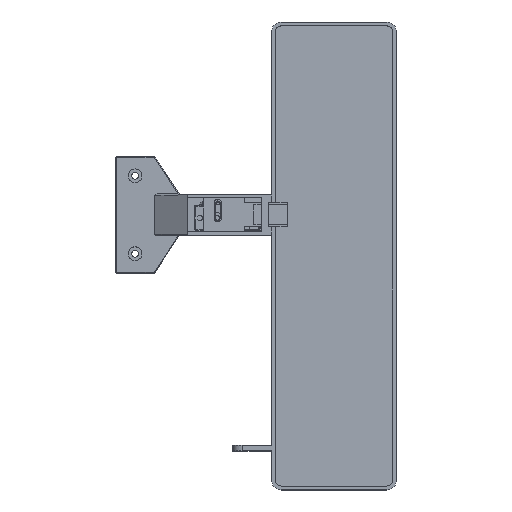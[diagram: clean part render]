
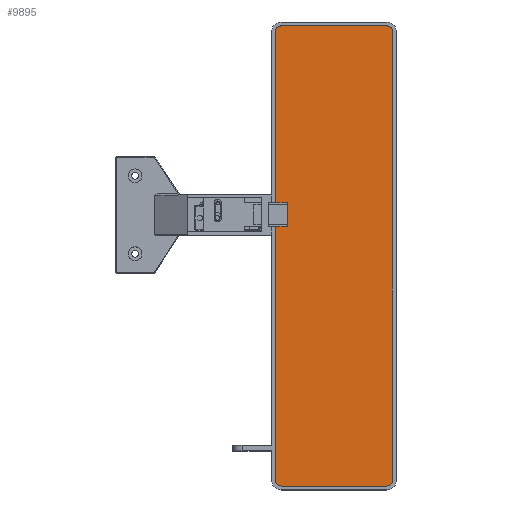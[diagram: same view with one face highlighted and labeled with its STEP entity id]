
A CAD part, top view. The second image highlights one B-rep face of the part: STEP entity #9895.
In plain terms, the highlighted planar face has unit normal (0, 0, 1).
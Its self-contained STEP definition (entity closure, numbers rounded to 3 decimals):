
#5 = ORIENTED_EDGE ( 'NONE', *, *, #32, .T. ) ;
#32 = EDGE_CURVE ( 'NONE', #18508, #11093, #264, .T. ) ;
#264 = LINE ( 'NONE', #1957, #10746 ) ;
#419 = ORIENTED_EDGE ( 'NONE', *, *, #1368, .T. ) ;
#554 = CARTESIAN_POINT ( 'NONE',  ( 2., 235., 2. ) ) ;
#696 = DIRECTION ( 'NONE',  ( -1., 0., 0. ) ) ;
#766 = AXIS2_PLACEMENT_3D ( 'NONE', #3650, #9376, #9038 ) ;
#984 = CIRCLE ( 'NONE', #10948, 3. ) ;
#1133 = LINE ( 'NONE', #13794, #4303 ) ;
#1368 = EDGE_CURVE ( 'NONE', #11093, #10772, #9517, .T. ) ;
#1957 = CARTESIAN_POINT ( 'NONE',  ( 5., 2., 2. ) ) ;
#2278 = VERTEX_POINT ( 'NONE', #12626 ) ;
#2650 = CARTESIAN_POINT ( 'NONE',  ( 59., 2., 2. ) ) ;
#2722 = EDGE_CURVE ( 'NONE', #2278, #17311, #9064, .T. ) ;
#3238 = AXIS2_PLACEMENT_3D ( 'NONE', #9305, #12323, #696 ) ;
#3282 = DIRECTION ( 'NONE',  ( 0., 0., 1. ) ) ;
#3343 = CARTESIAN_POINT ( 'NONE',  ( 5., 238., 2. ) ) ;
#3605 = CARTESIAN_POINT ( 'NONE',  ( 2., 5., 2. ) ) ;
#3650 = CARTESIAN_POINT ( 'NONE',  ( 59., 5., 2. ) ) ;
#3754 = DIRECTION ( 'NONE',  ( -1., 0., 0. ) ) ;
#3951 = ORIENTED_EDGE ( 'NONE', *, *, #9065, .T. ) ;
#4063 = CARTESIAN_POINT ( 'NONE',  ( 5., 2., 2. ) ) ;
#4294 = VERTEX_POINT ( 'NONE', #11184 ) ;
#4303 = VECTOR ( 'NONE', #6809, 1000. ) ;
#4991 = EDGE_LOOP ( 'NONE', ( #13519, #6280, #18405, #5, #419, #9607, #3951, #9132 ) ) ;
#5144 = FACE_OUTER_BOUND ( 'NONE', #4991, .T. ) ;
#5331 = CARTESIAN_POINT ( 'NONE',  ( 150.77, -0.565, 2. ) ) ;
#6280 = ORIENTED_EDGE ( 'NONE', *, *, #2722, .T. ) ;
#6331 = EDGE_CURVE ( 'NONE', #15675, #16901, #1133, .T. ) ;
#6809 = DIRECTION ( 'NONE',  ( -1., 0., 0. ) ) ;
#8227 = VECTOR ( 'NONE', #16856, 1000. ) ;
#8589 = AXIS2_PLACEMENT_3D ( 'NONE', #17583, #18612, #8723 ) ;
#8723 = DIRECTION ( 'NONE',  ( -1., 0., 0. ) ) ;
#9016 = DIRECTION ( 'NONE',  ( -1., 0., 0. ) ) ;
#9038 = DIRECTION ( 'NONE',  ( -1., 0., 0. ) ) ;
#9064 = LINE ( 'NONE', #554, #16265 ) ;
#9065 = EDGE_CURVE ( 'NONE', #4294, #15675, #984, .T. ) ;
#9132 = ORIENTED_EDGE ( 'NONE', *, *, #6331, .T. ) ;
#9195 = CIRCLE ( 'NONE', #8589, 3. ) ;
#9305 = CARTESIAN_POINT ( 'NONE',  ( 5., 5., 2. ) ) ;
#9376 = DIRECTION ( 'NONE',  ( 0., 0., 1. ) ) ;
#9517 = CIRCLE ( 'NONE', #766, 3. ) ;
#9607 = ORIENTED_EDGE ( 'NONE', *, *, #10474, .T. ) ;
#9895 = ADVANCED_FACE ( 'NONE', ( #5144 ), #12229, .F. ) ;
#10369 = DIRECTION ( 'NONE',  ( 1., 0., 0. ) ) ;
#10474 = EDGE_CURVE ( 'NONE', #10772, #4294, #10818, .T. ) ;
#10746 = VECTOR ( 'NONE', #10369, 1000. ) ;
#10772 = VERTEX_POINT ( 'NONE', #12228 ) ;
#10818 = LINE ( 'NONE', #12520, #8227 ) ;
#10948 = AXIS2_PLACEMENT_3D ( 'NONE', #14865, #3282, #9016 ) ;
#11093 = VERTEX_POINT ( 'NONE', #2650 ) ;
#11184 = CARTESIAN_POINT ( 'NONE',  ( 62., 235., 2. ) ) ;
#12228 = CARTESIAN_POINT ( 'NONE',  ( 62., 5., 2. ) ) ;
#12229 = PLANE ( 'NONE',  #13062 ) ;
#12323 = DIRECTION ( 'NONE',  ( 0., 0., 1. ) ) ;
#12520 = CARTESIAN_POINT ( 'NONE',  ( 62., 5., 2. ) ) ;
#12626 = CARTESIAN_POINT ( 'NONE',  ( 2., 235., 2. ) ) ;
#13062 = AXIS2_PLACEMENT_3D ( 'NONE', #5331, #13728, #3754 ) ;
#13519 = ORIENTED_EDGE ( 'NONE', *, *, #14439, .T. ) ;
#13728 = DIRECTION ( 'NONE',  ( 0., 0., -1. ) ) ;
#13794 = CARTESIAN_POINT ( 'NONE',  ( 59., 238., 2. ) ) ;
#14439 = EDGE_CURVE ( 'NONE', #16901, #2278, #9195, .T. ) ;
#14652 = CARTESIAN_POINT ( 'NONE',  ( 59., 238., 2. ) ) ;
#14865 = CARTESIAN_POINT ( 'NONE',  ( 59., 235., 2. ) ) ;
#15011 = DIRECTION ( 'NONE',  ( 0., -1., 0. ) ) ;
#15283 = EDGE_CURVE ( 'NONE', #17311, #18508, #17367, .T. ) ;
#15675 = VERTEX_POINT ( 'NONE', #14652 ) ;
#16265 = VECTOR ( 'NONE', #15011, 1000. ) ;
#16856 = DIRECTION ( 'NONE',  ( 0., 1., 0. ) ) ;
#16901 = VERTEX_POINT ( 'NONE', #3343 ) ;
#17311 = VERTEX_POINT ( 'NONE', #3605 ) ;
#17367 = CIRCLE ( 'NONE', #3238, 3. ) ;
#17583 = CARTESIAN_POINT ( 'NONE',  ( 5., 235., 2. ) ) ;
#18405 = ORIENTED_EDGE ( 'NONE', *, *, #15283, .T. ) ;
#18508 = VERTEX_POINT ( 'NONE', #4063 ) ;
#18612 = DIRECTION ( 'NONE',  ( 0., 0., 1. ) ) ;
